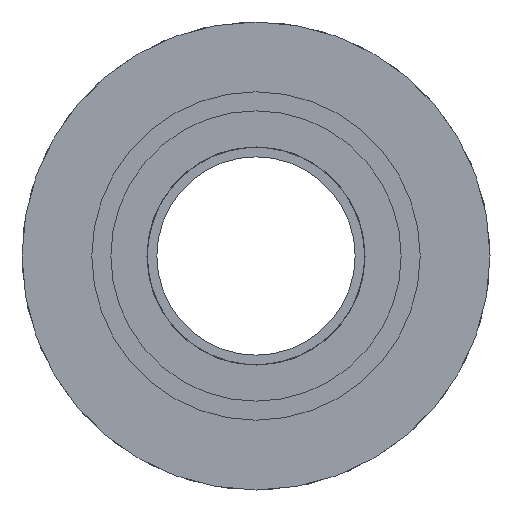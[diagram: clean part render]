
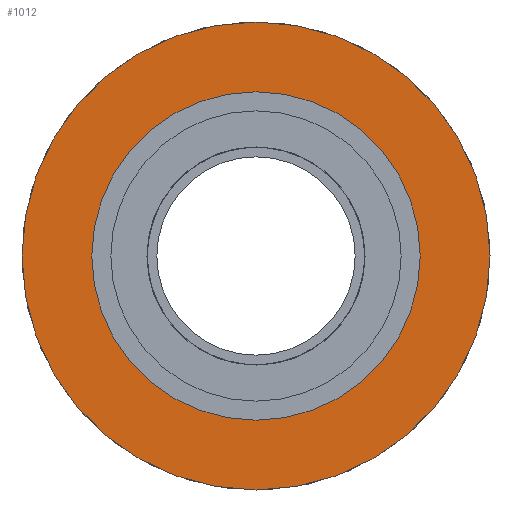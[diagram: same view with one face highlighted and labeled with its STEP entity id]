
A CAD part, front view. The second image highlights one B-rep face of the part: STEP entity #1012.
In plain terms, the highlighted planar face has unit normal (0, -1, 0).
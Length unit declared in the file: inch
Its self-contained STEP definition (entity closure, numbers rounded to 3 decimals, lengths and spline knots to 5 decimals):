
#28 = AXIS2_PLACEMENT_3D ( 'NONE', #1825, #1820, #1819 ) ;
#33 = AXIS2_PLACEMENT_3D ( 'NONE', #1474, #1882, #1883 ) ;
#60 = AXIS2_PLACEMENT_3D ( 'NONE', #1185, #1182, #1180 ) ;
#270 = EDGE_CURVE ( 'NONE', #2788, #2686, #782, .T. ) ;
#289 = EDGE_CURVE ( 'NONE', #2769, #2630, #450, .T. ) ;
#292 = EDGE_CURVE ( 'NONE', #2630, #2769, #718, .T. ) ;
#301 = EDGE_CURVE ( 'NONE', #2686, #2788, #434, .T. ) ;
#434 = CIRCLE ( 'NONE', #2050, 1.035 ) ;
#450 = CIRCLE ( 'NONE', #33, 1.475 ) ;
#718 = CIRCLE ( 'NONE', #28, 1.475 ) ;
#772 = ORIENTED_EDGE ( 'NONE', *, *, #270, .T. ) ;
#782 = CIRCLE ( 'NONE', #60, 1.035 ) ;
#1012 = ADVANCED_FACE ( 'NONE', ( #2335, #2373 ), #1612, .T. ) ;
#1180 = DIRECTION ( 'NONE',  ( 0., 0., 1. ) ) ;
#1182 = DIRECTION ( 'NONE',  ( 0., 1., 0. ) ) ;
#1185 = CARTESIAN_POINT ( 'NONE',  ( 0., -0.87471, 0. ) ) ;
#1462 = DIRECTION ( 'NONE',  ( 0., 0., -1. ) ) ;
#1474 = CARTESIAN_POINT ( 'NONE',  ( 0., -0.87471, 0. ) ) ;
#1517 = CARTESIAN_POINT ( 'NONE',  ( -1.475, -0.87471, 0. ) ) ;
#1532 = DIRECTION ( 'NONE',  ( 0., -1., 0. ) ) ;
#1612 = PLANE ( 'NONE',  #1993 ) ;
#1819 = DIRECTION ( 'NONE',  ( 0., 0., 1. ) ) ;
#1820 = DIRECTION ( 'NONE',  ( 0., 1., 0. ) ) ;
#1825 = CARTESIAN_POINT ( 'NONE',  ( 0., -0.87471, 0. ) ) ;
#1882 = DIRECTION ( 'NONE',  ( 0., 1., 0. ) ) ;
#1883 = DIRECTION ( 'NONE',  ( 0., 0., 1. ) ) ;
#1901 = DIRECTION ( 'NONE',  ( 0., 0., 1. ) ) ;
#1902 = DIRECTION ( 'NONE',  ( 0., 1., 0. ) ) ;
#1904 = CARTESIAN_POINT ( 'NONE',  ( 0., -0.87471, 0. ) ) ;
#1993 = AXIS2_PLACEMENT_3D ( 'NONE', #1517, #1532, #1462 ) ;
#2050 = AXIS2_PLACEMENT_3D ( 'NONE', #1904, #1902, #1901 ) ;
#2227 = CARTESIAN_POINT ( 'NONE',  ( 0., -0.87471, 1.475 ) ) ;
#2234 = CARTESIAN_POINT ( 'NONE',  ( 0., -0.87471, -1.035 ) ) ;
#2253 = CARTESIAN_POINT ( 'NONE',  ( 0., -0.87471, 1.035 ) ) ;
#2294 = CARTESIAN_POINT ( 'NONE',  ( 0., -0.87471, -1.475 ) ) ;
#2335 = FACE_BOUND ( 'NONE', #2728, .T. ) ;
#2373 = FACE_OUTER_BOUND ( 'NONE', #2695, .T. ) ;
#2619 = ORIENTED_EDGE ( 'NONE', *, *, #292, .F. ) ;
#2630 = VERTEX_POINT ( 'NONE', #2294 ) ;
#2659 = ORIENTED_EDGE ( 'NONE', *, *, #301, .T. ) ;
#2686 = VERTEX_POINT ( 'NONE', #2253 ) ;
#2695 = EDGE_LOOP ( 'NONE', ( #2944, #2619 ) ) ;
#2728 = EDGE_LOOP ( 'NONE', ( #2659, #772 ) ) ;
#2769 = VERTEX_POINT ( 'NONE', #2227 ) ;
#2788 = VERTEX_POINT ( 'NONE', #2234 ) ;
#2944 = ORIENTED_EDGE ( 'NONE', *, *, #289, .F. ) ;
